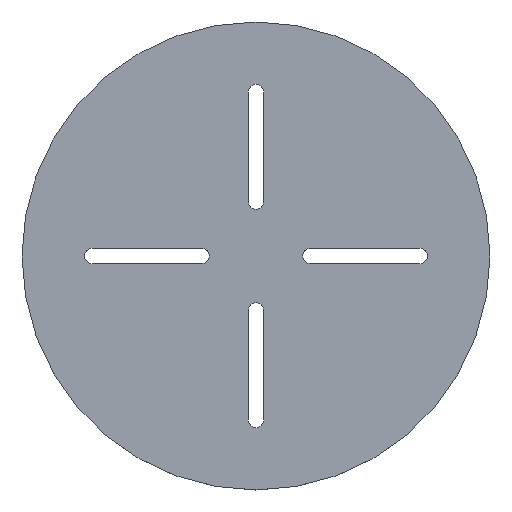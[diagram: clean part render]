
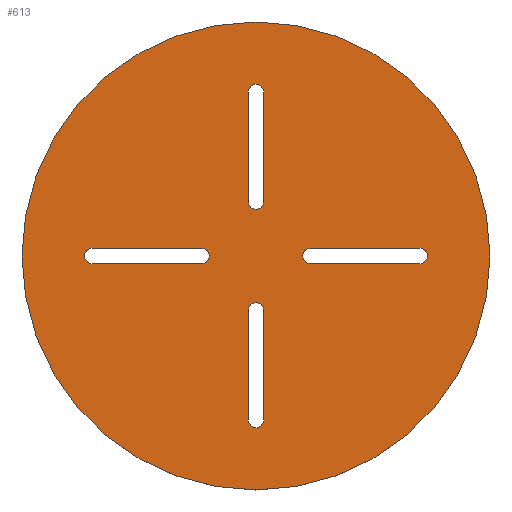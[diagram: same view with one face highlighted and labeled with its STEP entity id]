
A CAD part, top view. The second image highlights one B-rep face of the part: STEP entity #613.
In plain terms, the highlighted planar face has unit normal (0, 0, 1).
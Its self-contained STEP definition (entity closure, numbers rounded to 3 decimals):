
#63=CARTESIAN_POINT('Vertex',(150.,0.,10.)) ;
#77=CARTESIAN_POINT('Vertex',(-150.,0.,10.)) ;
#80=CARTESIAN_POINT('Axis2P3D Location',(0.,0.,10.)) ;
#97=CARTESIAN_POINT('Axis2P3D Location',(0.,0.,10.)) ;
#118=CARTESIAN_POINT('Vertex',(35.,5.,10.)) ;
#123=CARTESIAN_POINT('Axis2P3D Location',(35.,0.,10.)) ;
#127=CARTESIAN_POINT('Vertex',(30.,0.,10.)) ;
#158=CARTESIAN_POINT('Vertex',(105.,5.,10.)) ;
#163=CARTESIAN_POINT('Line Origine',(70.,5.,10.)) ;
#180=CARTESIAN_POINT('Axis2P3D Location',(35.,0.,10.)) ;
#184=CARTESIAN_POINT('Vertex',(35.,-5.,10.)) ;
#215=CARTESIAN_POINT('Vertex',(110.,0.,10.)) ;
#220=CARTESIAN_POINT('Axis2P3D Location',(105.,0.,10.)) ;
#242=CARTESIAN_POINT('Line Origine',(70.,-5.,10.)) ;
#246=CARTESIAN_POINT('Vertex',(105.,-5.,10.)) ;
#441=CARTESIAN_POINT('Axis2P3D Location',(0.,0.,10.)) ;
#450=CARTESIAN_POINT('Axis2P3D Location',(105.,0.,10.)) ;
#463=CARTESIAN_POINT('Axis2P3D Location',(0.,105.,10.)) ;
#467=CARTESIAN_POINT('Vertex',(0.,110.,10.)) ;
#469=CARTESIAN_POINT('Vertex',(-5.,105.,10.)) ;
#472=CARTESIAN_POINT('Axis2P3D Location',(0.,105.,10.)) ;
#476=CARTESIAN_POINT('Vertex',(5.,105.,10.)) ;
#479=CARTESIAN_POINT('Line Origine',(5.,70.,10.)) ;
#483=CARTESIAN_POINT('Vertex',(5.,35.,10.)) ;
#486=CARTESIAN_POINT('Axis2P3D Location',(0.,35.,10.)) ;
#490=CARTESIAN_POINT('Vertex',(0.,30.,10.)) ;
#493=CARTESIAN_POINT('Axis2P3D Location',(0.,35.,10.)) ;
#497=CARTESIAN_POINT('Vertex',(-5.,35.,10.)) ;
#500=CARTESIAN_POINT('Line Origine',(-5.,70.,10.)) ;
#513=CARTESIAN_POINT('Axis2P3D Location',(-105.,0.,10.)) ;
#517=CARTESIAN_POINT('Vertex',(-110.,0.,10.)) ;
#519=CARTESIAN_POINT('Vertex',(-105.,-5.,10.)) ;
#522=CARTESIAN_POINT('Axis2P3D Location',(-105.,0.,10.)) ;
#526=CARTESIAN_POINT('Vertex',(-105.,5.,10.)) ;
#529=CARTESIAN_POINT('Line Origine',(-70.,5.,10.)) ;
#533=CARTESIAN_POINT('Vertex',(-35.,5.,10.)) ;
#536=CARTESIAN_POINT('Axis2P3D Location',(-35.,0.,10.)) ;
#540=CARTESIAN_POINT('Vertex',(-30.,0.,10.)) ;
#543=CARTESIAN_POINT('Axis2P3D Location',(-35.,0.,10.)) ;
#547=CARTESIAN_POINT('Vertex',(-35.,-5.,10.)) ;
#550=CARTESIAN_POINT('Line Origine',(-70.,-5.,10.)) ;
#563=CARTESIAN_POINT('Axis2P3D Location',(0.,-105.,10.)) ;
#567=CARTESIAN_POINT('Vertex',(0.,-110.,10.)) ;
#569=CARTESIAN_POINT('Vertex',(5.,-105.,10.)) ;
#572=CARTESIAN_POINT('Axis2P3D Location',(0.,-105.,10.)) ;
#576=CARTESIAN_POINT('Vertex',(-5.,-105.,10.)) ;
#579=CARTESIAN_POINT('Line Origine',(-5.,-70.,10.)) ;
#583=CARTESIAN_POINT('Vertex',(-5.,-35.,10.)) ;
#586=CARTESIAN_POINT('Axis2P3D Location',(0.,-35.,10.)) ;
#590=CARTESIAN_POINT('Vertex',(0.,-30.,10.)) ;
#593=CARTESIAN_POINT('Axis2P3D Location',(0.,-35.,10.)) ;
#597=CARTESIAN_POINT('Vertex',(5.,-35.,10.)) ;
#600=CARTESIAN_POINT('Line Origine',(5.,-70.,10.)) ;
#81=DIRECTION('Axis2P3D Direction',(0.,0.,1.)) ;
#98=DIRECTION('Axis2P3D Direction',(0.,0.,1.)) ;
#124=DIRECTION('Axis2P3D Direction',(0.,0.,1.)) ;
#164=DIRECTION('Vector Direction',(1.,0.,0.)) ;
#181=DIRECTION('Axis2P3D Direction',(0.,0.,1.)) ;
#221=DIRECTION('Axis2P3D Direction',(0.,0.,1.)) ;
#243=DIRECTION('Vector Direction',(-1.,0.,0.)) ;
#442=DIRECTION('Axis2P3D Direction',(0.,0.,1.)) ;
#443=DIRECTION('Axis2P3D XDirection',(1.,0.,0.)) ;
#451=DIRECTION('Axis2P3D Direction',(0.,0.,1.)) ;
#464=DIRECTION('Axis2P3D Direction',(0.,0.,1.)) ;
#473=DIRECTION('Axis2P3D Direction',(0.,0.,1.)) ;
#480=DIRECTION('Vector Direction',(0.,-1.,0.)) ;
#487=DIRECTION('Axis2P3D Direction',(0.,0.,1.)) ;
#494=DIRECTION('Axis2P3D Direction',(0.,0.,1.)) ;
#501=DIRECTION('Vector Direction',(0.,1.,0.)) ;
#514=DIRECTION('Axis2P3D Direction',(0.,0.,1.)) ;
#523=DIRECTION('Axis2P3D Direction',(0.,0.,1.)) ;
#530=DIRECTION('Vector Direction',(1.,0.,0.)) ;
#537=DIRECTION('Axis2P3D Direction',(0.,0.,1.)) ;
#544=DIRECTION('Axis2P3D Direction',(0.,0.,1.)) ;
#551=DIRECTION('Vector Direction',(-1.,0.,0.)) ;
#564=DIRECTION('Axis2P3D Direction',(0.,0.,1.)) ;
#573=DIRECTION('Axis2P3D Direction',(0.,0.,1.)) ;
#580=DIRECTION('Vector Direction',(0.,1.,0.)) ;
#587=DIRECTION('Axis2P3D Direction',(0.,0.,1.)) ;
#594=DIRECTION('Axis2P3D Direction',(0.,0.,1.)) ;
#601=DIRECTION('Vector Direction',(0.,-1.,0.)) ;
#82=AXIS2_PLACEMENT_3D('Circle Axis2P3D',#80,#81,$) ;
#99=AXIS2_PLACEMENT_3D('Circle Axis2P3D',#97,#98,$) ;
#125=AXIS2_PLACEMENT_3D('Circle Axis2P3D',#123,#124,$) ;
#182=AXIS2_PLACEMENT_3D('Circle Axis2P3D',#180,#181,$) ;
#222=AXIS2_PLACEMENT_3D('Circle Axis2P3D',#220,#221,$) ;
#444=AXIS2_PLACEMENT_3D('Plane Axis2P3D',#441,#442,#443) ;
#452=AXIS2_PLACEMENT_3D('Circle Axis2P3D',#450,#451,$) ;
#465=AXIS2_PLACEMENT_3D('Circle Axis2P3D',#463,#464,$) ;
#474=AXIS2_PLACEMENT_3D('Circle Axis2P3D',#472,#473,$) ;
#488=AXIS2_PLACEMENT_3D('Circle Axis2P3D',#486,#487,$) ;
#495=AXIS2_PLACEMENT_3D('Circle Axis2P3D',#493,#494,$) ;
#515=AXIS2_PLACEMENT_3D('Circle Axis2P3D',#513,#514,$) ;
#524=AXIS2_PLACEMENT_3D('Circle Axis2P3D',#522,#523,$) ;
#538=AXIS2_PLACEMENT_3D('Circle Axis2P3D',#536,#537,$) ;
#545=AXIS2_PLACEMENT_3D('Circle Axis2P3D',#543,#544,$) ;
#565=AXIS2_PLACEMENT_3D('Circle Axis2P3D',#563,#564,$) ;
#574=AXIS2_PLACEMENT_3D('Circle Axis2P3D',#572,#573,$) ;
#588=AXIS2_PLACEMENT_3D('Circle Axis2P3D',#586,#587,$) ;
#595=AXIS2_PLACEMENT_3D('Circle Axis2P3D',#593,#594,$) ;
#447=ORIENTED_EDGE('',*,*,#84,.T.) ;
#448=ORIENTED_EDGE('',*,*,#101,.T.) ;
#456=ORIENTED_EDGE('',*,*,#224,.F.) ;
#457=ORIENTED_EDGE('',*,*,#454,.F.) ;
#458=ORIENTED_EDGE('',*,*,#248,.F.) ;
#459=ORIENTED_EDGE('',*,*,#186,.F.) ;
#460=ORIENTED_EDGE('',*,*,#129,.F.) ;
#461=ORIENTED_EDGE('',*,*,#167,.F.) ;
#506=ORIENTED_EDGE('',*,*,#471,.F.) ;
#507=ORIENTED_EDGE('',*,*,#478,.F.) ;
#508=ORIENTED_EDGE('',*,*,#485,.F.) ;
#509=ORIENTED_EDGE('',*,*,#492,.F.) ;
#510=ORIENTED_EDGE('',*,*,#499,.F.) ;
#511=ORIENTED_EDGE('',*,*,#504,.F.) ;
#556=ORIENTED_EDGE('',*,*,#521,.F.) ;
#557=ORIENTED_EDGE('',*,*,#528,.F.) ;
#558=ORIENTED_EDGE('',*,*,#535,.F.) ;
#559=ORIENTED_EDGE('',*,*,#542,.F.) ;
#560=ORIENTED_EDGE('',*,*,#549,.F.) ;
#561=ORIENTED_EDGE('',*,*,#554,.F.) ;
#606=ORIENTED_EDGE('',*,*,#571,.F.) ;
#607=ORIENTED_EDGE('',*,*,#578,.F.) ;
#608=ORIENTED_EDGE('',*,*,#585,.F.) ;
#609=ORIENTED_EDGE('',*,*,#592,.F.) ;
#610=ORIENTED_EDGE('',*,*,#599,.F.) ;
#611=ORIENTED_EDGE('',*,*,#604,.F.) ;
#462=FACE_BOUND('',#455,.T.) ;
#512=FACE_BOUND('',#505,.T.) ;
#562=FACE_BOUND('',#555,.T.) ;
#612=FACE_BOUND('',#605,.T.) ;
#165=VECTOR('Line Direction',#164,1.) ;
#244=VECTOR('Line Direction',#243,1.) ;
#481=VECTOR('Line Direction',#480,1.) ;
#502=VECTOR('Line Direction',#501,1.) ;
#531=VECTOR('Line Direction',#530,1.) ;
#552=VECTOR('Line Direction',#551,1.) ;
#581=VECTOR('Line Direction',#580,1.) ;
#602=VECTOR('Line Direction',#601,1.) ;
#613=ADVANCED_FACE('PartBody',(#449,#462,#512,#562,#612),#445,.T.) ;
#83=CIRCLE('generated circle',#82,150.) ;
#100=CIRCLE('generated circle',#99,150.) ;
#126=CIRCLE('generated circle',#125,5.) ;
#183=CIRCLE('generated circle',#182,5.) ;
#223=CIRCLE('generated circle',#222,5.) ;
#453=CIRCLE('generated circle',#452,5.) ;
#466=CIRCLE('generated circle',#465,5.) ;
#475=CIRCLE('generated circle',#474,5.) ;
#489=CIRCLE('generated circle',#488,5.) ;
#496=CIRCLE('generated circle',#495,5.) ;
#516=CIRCLE('generated circle',#515,5.) ;
#525=CIRCLE('generated circle',#524,5.) ;
#539=CIRCLE('generated circle',#538,5.) ;
#546=CIRCLE('generated circle',#545,5.) ;
#566=CIRCLE('generated circle',#565,5.) ;
#575=CIRCLE('generated circle',#574,5.) ;
#589=CIRCLE('generated circle',#588,5.) ;
#596=CIRCLE('generated circle',#595,5.) ;
#84=EDGE_CURVE('',#64,#78,#83,.T.) ;
#101=EDGE_CURVE('',#78,#64,#100,.T.) ;
#129=EDGE_CURVE('',#119,#128,#126,.T.) ;
#167=EDGE_CURVE('',#159,#119,#166,.F.) ;
#186=EDGE_CURVE('',#128,#185,#183,.T.) ;
#224=EDGE_CURVE('',#216,#159,#223,.T.) ;
#248=EDGE_CURVE('',#185,#247,#245,.F.) ;
#454=EDGE_CURVE('',#247,#216,#453,.T.) ;
#471=EDGE_CURVE('',#468,#470,#466,.T.) ;
#478=EDGE_CURVE('',#477,#468,#475,.T.) ;
#485=EDGE_CURVE('',#484,#477,#482,.F.) ;
#492=EDGE_CURVE('',#491,#484,#489,.T.) ;
#499=EDGE_CURVE('',#498,#491,#496,.T.) ;
#504=EDGE_CURVE('',#470,#498,#503,.F.) ;
#521=EDGE_CURVE('',#518,#520,#516,.T.) ;
#528=EDGE_CURVE('',#527,#518,#525,.T.) ;
#535=EDGE_CURVE('',#534,#527,#532,.F.) ;
#542=EDGE_CURVE('',#541,#534,#539,.T.) ;
#549=EDGE_CURVE('',#548,#541,#546,.T.) ;
#554=EDGE_CURVE('',#520,#548,#553,.F.) ;
#571=EDGE_CURVE('',#568,#570,#566,.T.) ;
#578=EDGE_CURVE('',#577,#568,#575,.T.) ;
#585=EDGE_CURVE('',#584,#577,#582,.F.) ;
#592=EDGE_CURVE('',#591,#584,#589,.T.) ;
#599=EDGE_CURVE('',#598,#591,#596,.T.) ;
#604=EDGE_CURVE('',#570,#598,#603,.F.) ;
#446=EDGE_LOOP('',(#447,#448)) ;
#455=EDGE_LOOP('',(#456,#457,#458,#459,#460,#461)) ;
#505=EDGE_LOOP('',(#506,#507,#508,#509,#510,#511)) ;
#555=EDGE_LOOP('',(#556,#557,#558,#559,#560,#561)) ;
#605=EDGE_LOOP('',(#606,#607,#608,#609,#610,#611)) ;
#449=FACE_OUTER_BOUND('',#446,.T.) ;
#166=LINE('Line',#163,#165) ;
#245=LINE('Line',#242,#244) ;
#482=LINE('Line',#479,#481) ;
#503=LINE('Line',#500,#502) ;
#532=LINE('Line',#529,#531) ;
#553=LINE('Line',#550,#552) ;
#582=LINE('Line',#579,#581) ;
#603=LINE('Line',#600,#602) ;
#445=PLANE('Plane',#444) ;
#64=VERTEX_POINT('',#63) ;
#78=VERTEX_POINT('',#77) ;
#119=VERTEX_POINT('',#118) ;
#128=VERTEX_POINT('',#127) ;
#159=VERTEX_POINT('',#158) ;
#185=VERTEX_POINT('',#184) ;
#216=VERTEX_POINT('',#215) ;
#247=VERTEX_POINT('',#246) ;
#468=VERTEX_POINT('',#467) ;
#470=VERTEX_POINT('',#469) ;
#477=VERTEX_POINT('',#476) ;
#484=VERTEX_POINT('',#483) ;
#491=VERTEX_POINT('',#490) ;
#498=VERTEX_POINT('',#497) ;
#518=VERTEX_POINT('',#517) ;
#520=VERTEX_POINT('',#519) ;
#527=VERTEX_POINT('',#526) ;
#534=VERTEX_POINT('',#533) ;
#541=VERTEX_POINT('',#540) ;
#548=VERTEX_POINT('',#547) ;
#568=VERTEX_POINT('',#567) ;
#570=VERTEX_POINT('',#569) ;
#577=VERTEX_POINT('',#576) ;
#584=VERTEX_POINT('',#583) ;
#591=VERTEX_POINT('',#590) ;
#598=VERTEX_POINT('',#597) ;
